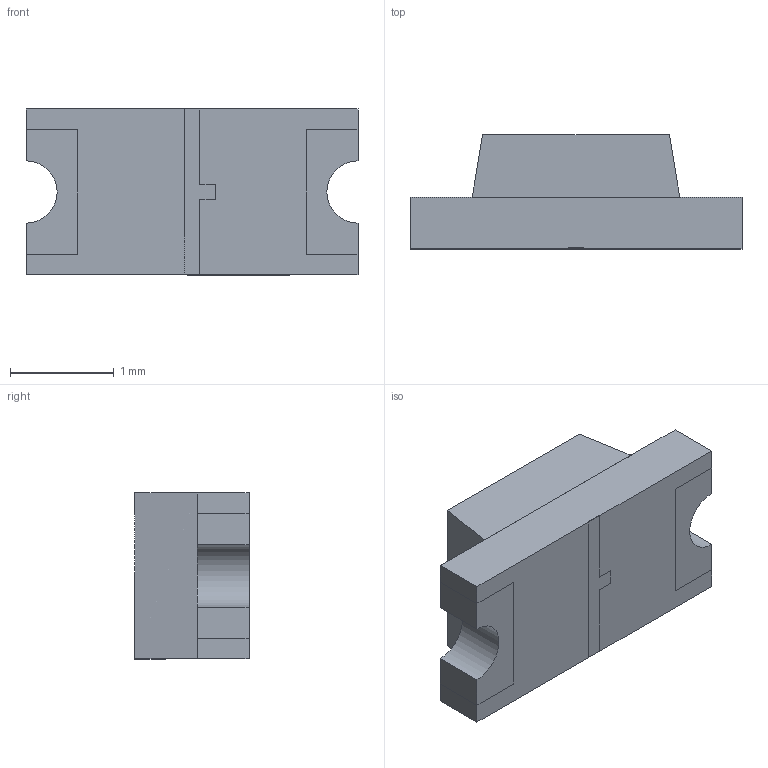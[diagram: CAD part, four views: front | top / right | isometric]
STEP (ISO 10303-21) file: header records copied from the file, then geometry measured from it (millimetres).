
FILE_DESCRIPTION (( 'STEP AP214' ), '1' );
FILE_NAME ('HSMG-C150.STEP', '2024-01-17T17:39:21', ( '' ), ( '' ), 'SwSTEP 2.0', 'SolidWorks 2022', '' );
FILE_SCHEMA (( 'AUTOMOTIVE_DESIGN' ));
Length unit declared in the file: millimetre
Products named in the file (1): HSMG-C150
Bounding box: 3.2 x 1.1 x 1.6 mm (x, y, z)
Volume: 4.2 mm3; surface area: 30.1 mm2
Topology: 5 solids, 5 shells, 54 faces, 132 edges, 88 vertices
Faces by surface type: plane 52, cylinder 2
Entity records: 1630 total; most frequent: CARTESIAN_POINT 275, ORIENTED_EDGE 264, DIRECTION 246, EDGE_CURVE 132, VECTOR 128, LINE 128, VERTEX_POINT 88, AXIS2_PLACEMENT_3D 59
